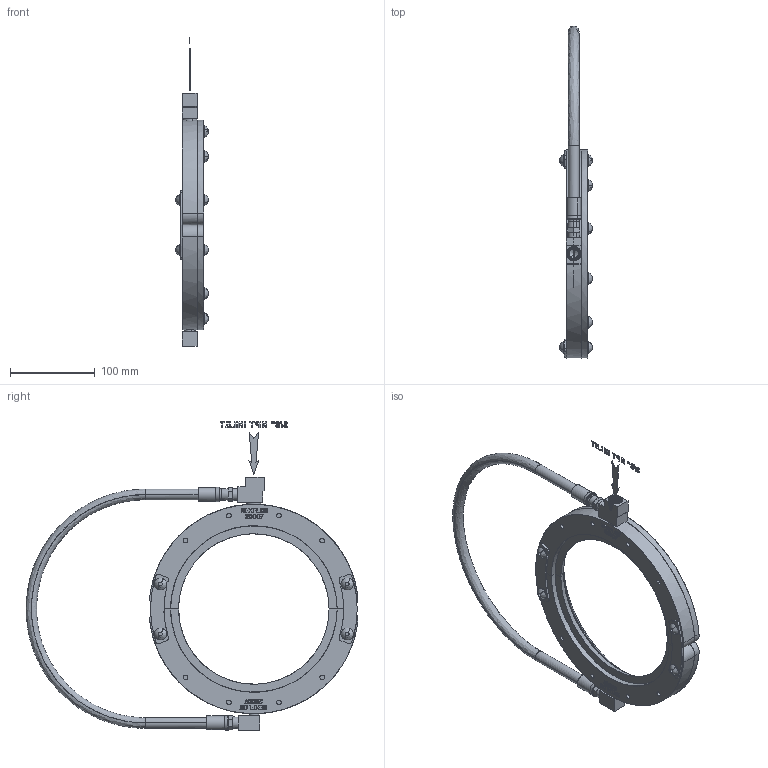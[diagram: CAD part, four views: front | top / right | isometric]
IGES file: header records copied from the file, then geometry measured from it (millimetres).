
Start section: SolidWorks IGES file using analytic representation for surfaces
Global section: file name: RING BLADE 20007.IGS; native system: SolidWorks 2020; preprocessor: SolidWorks 2020; author: Ammad; date: 210423.195949; units: inch
Bounding box: 38.27 x 392.52 x 365.08 mm (x, y, z)
Surface area: 176592.8 mm2 (no closed solid volume)
Topology: 0 solids, 0 shells, 1490 faces, 12132 edges, 12128 vertices
Faces by surface type: bspline 1490
